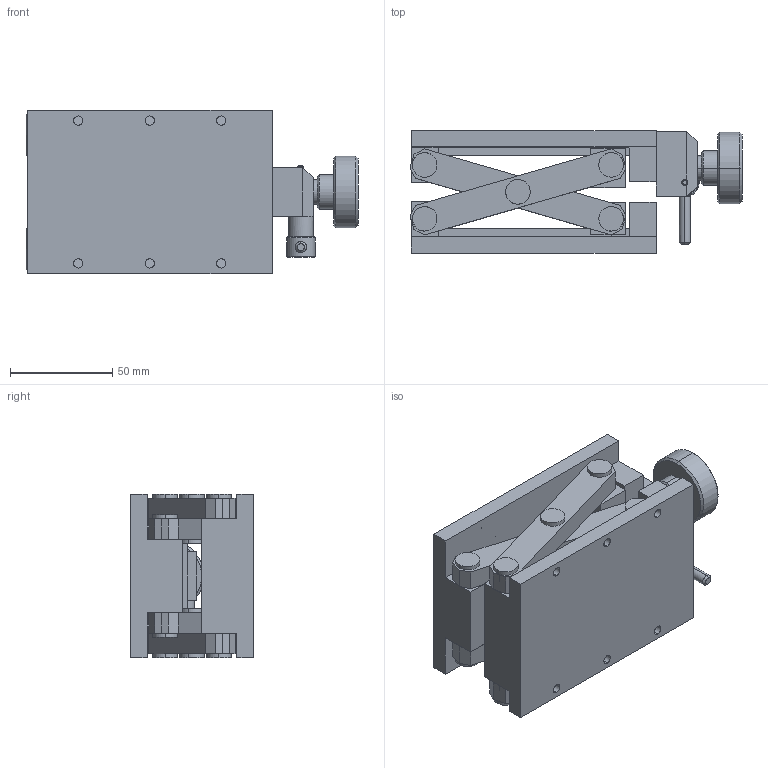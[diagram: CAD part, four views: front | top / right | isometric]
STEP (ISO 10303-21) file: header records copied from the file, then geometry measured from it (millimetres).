
FILE_DESCRIPTION (( 'STEP AP203' ), '1' );
FILE_NAME ('518351.STEP', '2022-05-12T04:09:55', ( '' ), ( '' ), 'SwSTEP 2.0', 'SolidWorks 2020', '' );
FILE_SCHEMA (( 'CONFIG_CONTROL_DESIGN' ));
Length unit declared in the file: millimetre
Products named in the file (1): 518351
Bounding box: 162.62 x 60 x 80 mm (x, y, z)
Volume: 336371.6 mm3; surface area: 100915 mm2
Topology: 10 solids, 10 shells, 305 faces, 725 edges, 448 vertices
Faces by surface type: plane 133, cylinder 108, cone 64
Entity records: 9072 total; most frequent: CARTESIAN_POINT 1813, DIRECTION 1557, ORIENTED_EDGE 1402, EDGE_CURVE 701, AXIS2_PLACEMENT_3D 560, VERTEX_POINT 448, VECTOR 437, LINE 437
